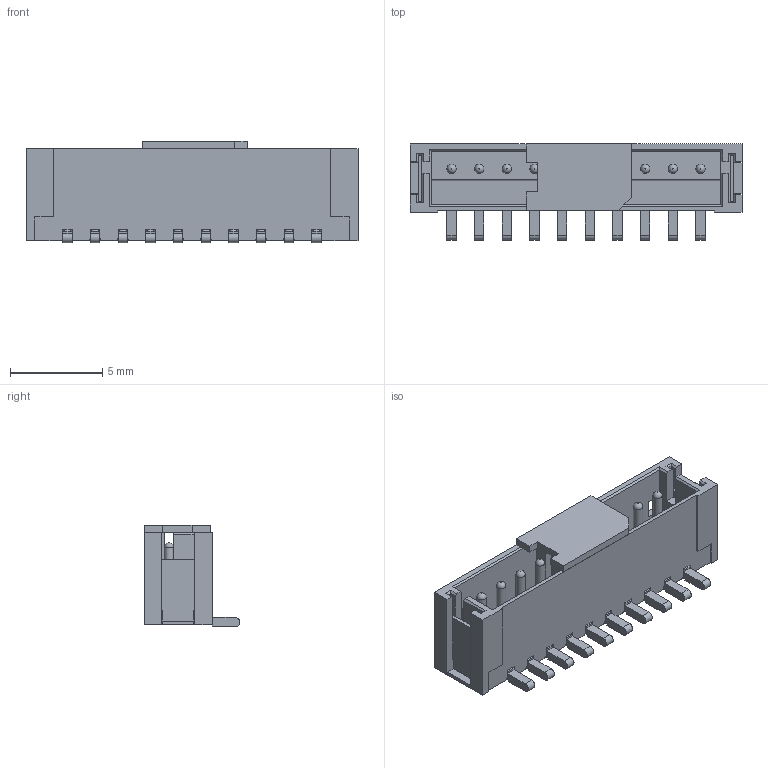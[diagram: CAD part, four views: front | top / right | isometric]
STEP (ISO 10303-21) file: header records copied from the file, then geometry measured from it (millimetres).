
FILE_DESCRIPTION(/* description */ ('Unknown'),/* implementation_level */ '2;1');
FILE_NAME(/* name */ '679310124022',/* time_stamp */ '2018-10-30T17:17:33+01:00',/* author */ ('Unknown'),/* organization */ ('Unknown'),/* preprocessor_version */ 'ST-DEVELOPER v16.7',/* originating_system */ 'DEX',/* authorisation */ $);
FILE_SCHEMA (('AUTOMOTIVE_DESIGN {1 0 10303 214 3 1 1}'));
Length unit declared in the file: millimetre
Products named in the file (5): 6793xx124022; 679310124022; 6793xx124022_PIN; 6793xx124022_CAP; 6793xx124022_PATTE
Assembly tree (14 placements, depth 2):
  6793xx124022
    679310124022
    6793xx124022_PIN  x10
    6793xx124022_CAP
    6793xx124022_PATTE  x2
Bounding box: 18 x 5.2 x 5.5 mm (x, y, z)
Volume: 162 mm3; surface area: 831.8 mm2
Topology: 14 solids, 14 shells, 444 faces, 1192 edges, 736 vertices
Faces by surface type: plane 316, cylinder 58, bspline 40, torus 30
Full cylindrical faces by diameter (mm): 0.5 x20
Entity records: 6924 total; most frequent: CARTESIAN_POINT 1259, ORIENTED_EDGE 1152, DIRECTION 1098, EDGE_CURVE 576, LINE 492, VECTOR 492, VERTEX_POINT 384, AXIS2_PLACEMENT_3D 303
